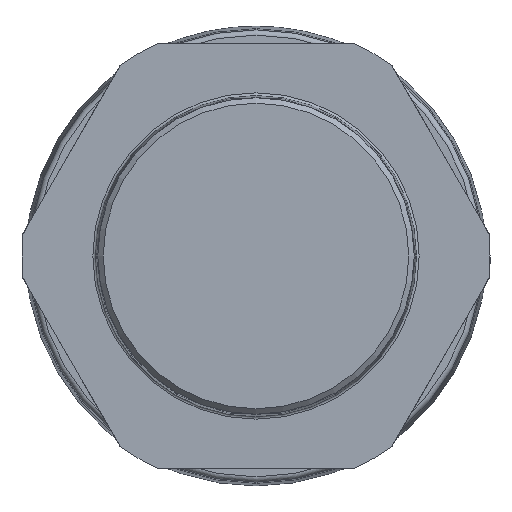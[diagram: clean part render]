
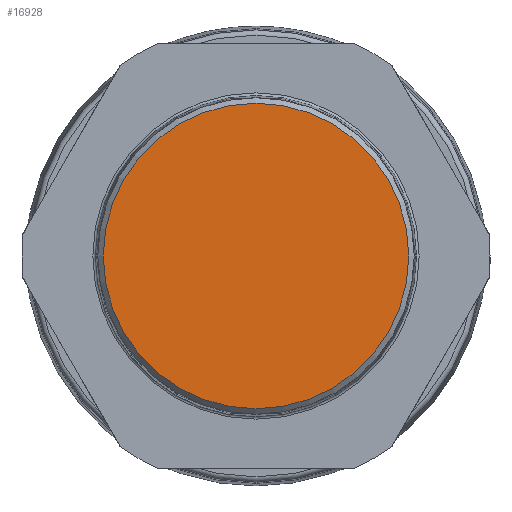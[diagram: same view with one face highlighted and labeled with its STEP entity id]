
A CAD part, left-side view. The second image highlights one B-rep face of the part: STEP entity #16928.
In plain terms, the highlighted planar face has unit normal (-1, 0, 0).
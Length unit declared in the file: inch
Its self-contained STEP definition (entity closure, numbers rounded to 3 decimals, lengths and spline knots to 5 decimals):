
#1618=PLANE('',#18690);
#2500=FACE_OUTER_BOUND('',#3410,.T.);
#3410=EDGE_LOOP('',(#14836));
#4342=CIRCLE('',#18691,1.13009);
#7391=VERTEX_POINT('',#35304);
#9882=EDGE_CURVE('',#7391,#7391,#4342,.T.);
#14836=ORIENTED_EDGE('',*,*,#9882,.F.);
#16928=ADVANCED_FACE('',(#2500),#1618,.T.);
#18690=AXIS2_PLACEMENT_3D('',#35303,#22854,#22855);
#18691=AXIS2_PLACEMENT_3D('',#35305,#22856,#22857);
#22854=DIRECTION('center_axis',(-1.,0.,0.));
#22855=DIRECTION('ref_axis',(0.,0.,
-1.));
#22856=DIRECTION('center_axis',(1.,0.,0.));
#22857=DIRECTION('ref_axis',(0.,1.,0.));
#35303=CARTESIAN_POINT('Origin',(-2.47559,-1.16946,0.));
#35304=CARTESIAN_POINT('',(-2.47559,-1.13009,0.));
#35305=CARTESIAN_POINT('Origin',(-2.47559,0.,
0.));
